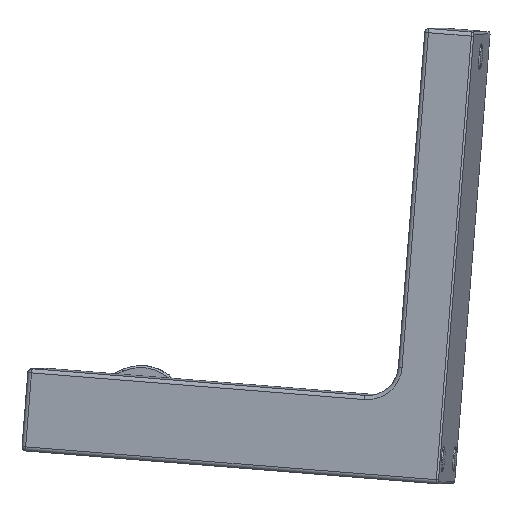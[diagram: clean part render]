
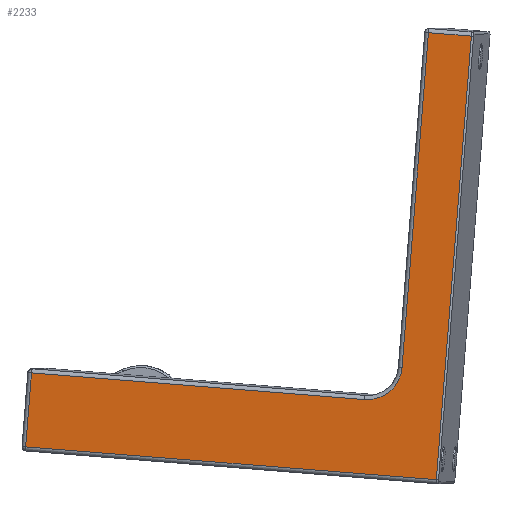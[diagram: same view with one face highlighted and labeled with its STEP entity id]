
A CAD part, left-side view. The second image highlights one B-rep face of the part: STEP entity #2233.
In plain terms, the highlighted face is planar.
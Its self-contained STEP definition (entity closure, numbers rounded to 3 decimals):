
#2060=CARTESIAN_POINT('Line Origine',(-20.,51.,1.)) ;
#2064=CARTESIAN_POINT('Vertex',(-20.,101.,1.)) ;
#2066=CARTESIAN_POINT('Vertex',(-20.,0.5,1.)) ;
#2179=CARTESIAN_POINT('Axis2P3D Location',(-20.,0.,-5.)) ;
#2184=CARTESIAN_POINT('Line Origine',(-20.,5.75,109.)) ;
#2188=CARTESIAN_POINT('Vertex',(-20.,0.5,109.)) ;
#2190=CARTESIAN_POINT('Vertex',(-20.,11.,109.)) ;
#2193=CARTESIAN_POINT('Line Origine',(-20.,11.,68.25)) ;
#2197=CARTESIAN_POINT('Vertex',(-20.,11.,27.5)) ;
#2200=CARTESIAN_POINT('Axis2P3D Location',(-20.,19.5,27.5)) ;
#2204=CARTESIAN_POINT('Vertex',(-20.,19.5,19.)) ;
#2207=CARTESIAN_POINT('Line Origine',(-20.,60.25,19.)) ;
#2211=CARTESIAN_POINT('Vertex',(-20.,101.,19.)) ;
#2214=CARTESIAN_POINT('Line Origine',(-20.,101.,10.)) ;
#2219=CARTESIAN_POINT('Line Origine',(-20.,0.5,55.)) ;
#2062=VECTOR('Line Direction',#2061,1.) ;
#2186=VECTOR('Line Direction',#2185,1.) ;
#2195=VECTOR('Line Direction',#2194,1.) ;
#2209=VECTOR('Line Direction',#2208,1.) ;
#2216=VECTOR('Line Direction',#2215,1.) ;
#2221=VECTOR('Line Direction',#2220,1.) ;
#2061=DIRECTION('Vector Direction',(0.,1.,0.)) ;
#2180=DIRECTION('Axis2P3D Direction',(-1.,0.,0.)) ;
#2181=DIRECTION('Axis2P3D XDirection',(0.,0.,1.)) ;
#2185=DIRECTION('Vector Direction',(0.,1.,0.)) ;
#2194=DIRECTION('Vector Direction',(0.,0.,-1.)) ;
#2201=DIRECTION('Axis2P3D Direction',(-1.,0.,0.)) ;
#2208=DIRECTION('Vector Direction',(0.,1.,0.)) ;
#2215=DIRECTION('Vector Direction',(0.,0.,1.)) ;
#2220=DIRECTION('Vector Direction',(0.,0.,-1.)) ;
#2182=AXIS2_PLACEMENT_3D('Plane Axis2P3D',#2179,#2180,#2181) ;
#2202=AXIS2_PLACEMENT_3D('Circle Axis2P3D',#2200,#2201,$) ;
#2063=LINE('Line',#2060,#2062) ;
#2187=LINE('Line',#2184,#2186) ;
#2196=LINE('Line',#2193,#2195) ;
#2210=LINE('Line',#2207,#2209) ;
#2217=LINE('Line',#2214,#2216) ;
#2222=LINE('Line',#2219,#2221) ;
#2203=CIRCLE('generated circle',#2202,8.5) ;
#2183=PLANE('',#2182) ;
#2068=EDGE_CURVE('',#2065,#2067,#2063,.F.) ;
#2192=EDGE_CURVE('',#2189,#2191,#2187,.T.) ;
#2199=EDGE_CURVE('',#2191,#2198,#2196,.T.) ;
#2206=EDGE_CURVE('',#2198,#2205,#2203,.F.) ;
#2213=EDGE_CURVE('',#2205,#2212,#2210,.T.) ;
#2218=EDGE_CURVE('',#2212,#2065,#2217,.F.) ;
#2223=EDGE_CURVE('',#2189,#2067,#2222,.T.) ;
#2225=ORIENTED_EDGE('',*,*,#2192,.T.) ;
#2226=ORIENTED_EDGE('',*,*,#2199,.T.) ;
#2227=ORIENTED_EDGE('',*,*,#2206,.T.) ;
#2228=ORIENTED_EDGE('',*,*,#2213,.T.) ;
#2229=ORIENTED_EDGE('',*,*,#2218,.T.) ;
#2230=ORIENTED_EDGE('',*,*,#2068,.T.) ;
#2231=ORIENTED_EDGE('',*,*,#2223,.F.) ;
#2224=EDGE_LOOP('',(#2225,#2226,#2227,#2228,#2229,#2230,#2231)) ;
#2065=VERTEX_POINT('',#2064) ;
#2067=VERTEX_POINT('',#2066) ;
#2189=VERTEX_POINT('',#2188) ;
#2191=VERTEX_POINT('',#2190) ;
#2198=VERTEX_POINT('',#2197) ;
#2205=VERTEX_POINT('',#2204) ;
#2212=VERTEX_POINT('',#2211) ;
#2233=ADVANCED_FACE('Hauptk\X2\00F6\X0\rper',(#2232),#2183,.T.) ;
#2232=FACE_OUTER_BOUND('',#2224,.T.) ;
